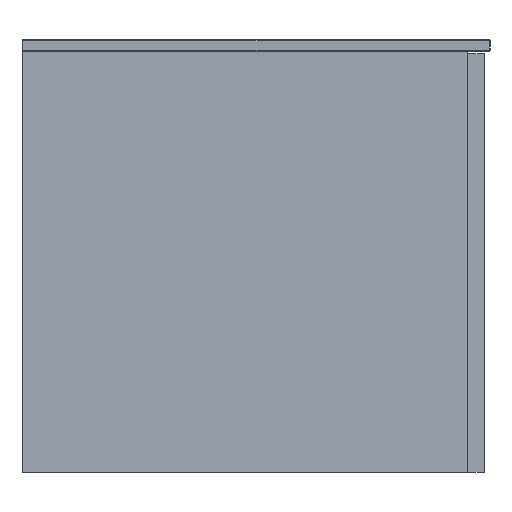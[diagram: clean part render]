
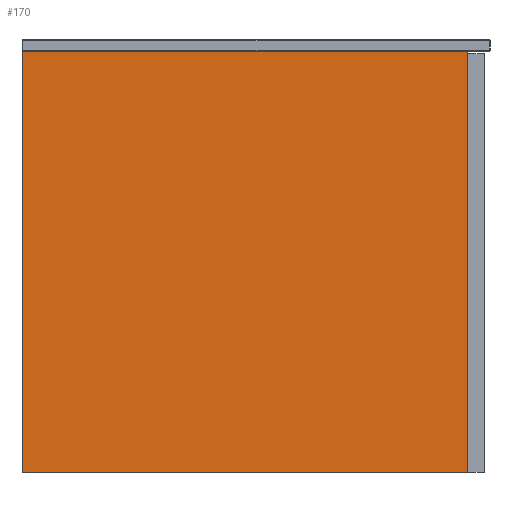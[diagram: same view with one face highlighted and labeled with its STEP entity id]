
A CAD part, left-side view. The second image highlights one B-rep face of the part: STEP entity #170.
In plain terms, the highlighted planar face has unit normal (-1, 0, 0).
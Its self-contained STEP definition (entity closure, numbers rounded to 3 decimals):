
#170=ADVANCED_FACE('',(#231),#918,.T.);
#231=FACE_OUTER_BOUND('',#293,.T.);
#293=EDGE_LOOP('',(#471,#472,#473,#474));
#471=ORIENTED_EDGE('',*,*,#641,.F.);
#472=ORIENTED_EDGE('',*,*,#642,.F.);
#473=ORIENTED_EDGE('',*,*,#638,.F.);
#474=ORIENTED_EDGE('',*,*,#640,.F.);
#638=EDGE_CURVE('',#851,#852,#760,.T.);
#640=EDGE_CURVE('',#853,#851,#762,.T.);
#641=EDGE_CURVE('',#854,#853,#763,.T.);
#642=EDGE_CURVE('',#852,#854,#764,.T.);
#760=B_SPLINE_CURVE_WITH_KNOTS('',1,(#1785,#1786),.UNSPECIFIED.,.F.,.F.,
(2,2),(0.,476.),.UNSPECIFIED.);
#762=B_SPLINE_CURVE_WITH_KNOTS('',1,(#1789,#1790),.UNSPECIFIED.,.F.,.F.,
(2,2),(-450.,0.),.UNSPECIFIED.);
#763=B_SPLINE_CURVE_WITH_KNOTS('',1,(#1791,#1792),.UNSPECIFIED.,.F.,.F.,
(2,2),(-476.,0.),.UNSPECIFIED.);
#764=B_SPLINE_CURVE_WITH_KNOTS('',1,(#1793,#1794),.UNSPECIFIED.,.F.,.F.,
(2,2),(-450.,0.),.UNSPECIFIED.);
#851=VERTEX_POINT('',#1771);
#852=VERTEX_POINT('',#1772);
#853=VERTEX_POINT('',#1773);
#854=VERTEX_POINT('',#1774);
#918=PLANE('',#1191);
#1191=AXIS2_PLACEMENT_3D('',#1763,#1287,$);
#1287=DIRECTION('',(-1.,0.,0.));
#1763=CARTESIAN_POINT('',(-371.5,-270.,-47.6));
#1771=CARTESIAN_POINT('',(-371.5,225.,0.));
#1772=CARTESIAN_POINT('',(-371.5,225.,476.));
#1773=CARTESIAN_POINT('',(-371.5,-225.,0.));
#1774=CARTESIAN_POINT('',(-371.5,-225.,476.));
#1785=CARTESIAN_POINT('',(-371.5,225.,0.));
#1786=CARTESIAN_POINT('',(-371.5,225.,476.));
#1789=CARTESIAN_POINT('',(-371.5,-225.,0.));
#1790=CARTESIAN_POINT('',(-371.5,225.,0.));
#1791=CARTESIAN_POINT('',(-371.5,-225.,476.));
#1792=CARTESIAN_POINT('',(-371.5,-225.,0.));
#1793=CARTESIAN_POINT('',(-371.5,225.,476.));
#1794=CARTESIAN_POINT('',(-371.5,-225.,476.));
